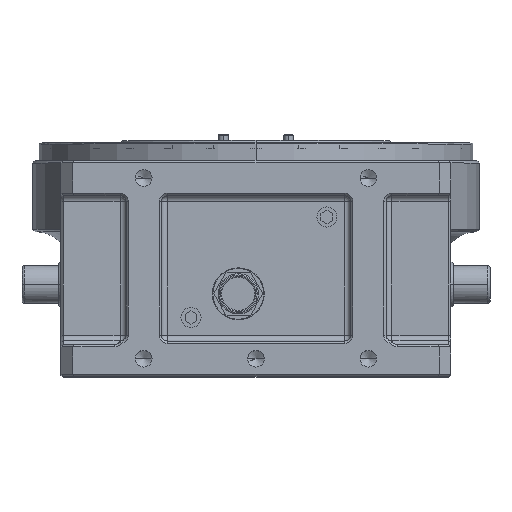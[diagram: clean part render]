
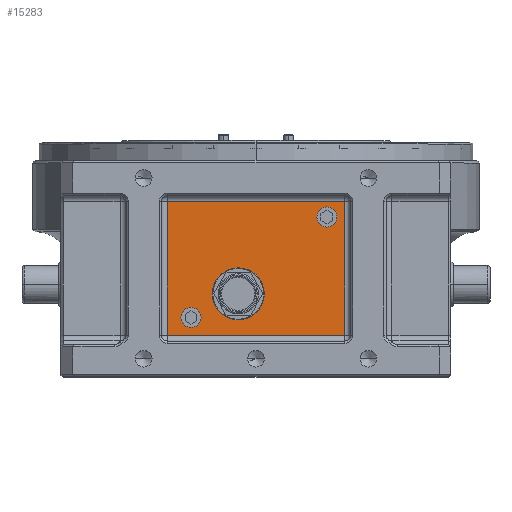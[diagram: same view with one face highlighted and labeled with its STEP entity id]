
A CAD part, top view. The second image highlights one B-rep face of the part: STEP entity #15283.
In plain terms, the highlighted planar face has unit normal (0, 0, 1).
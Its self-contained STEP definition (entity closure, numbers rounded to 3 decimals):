
#206 = VERTEX_POINT ( 'NONE', #15751 ) ;
#426 = DIRECTION ( 'NONE',  ( 1., 0., 0. ) ) ;
#634 = DIRECTION ( 'NONE',  ( 0., 0., 1. ) ) ;
#646 = VERTEX_POINT ( 'NONE', #9867 ) ;
#1145 = EDGE_CURVE ( 'NONE', #13417, #5892, #50668, .T. ) ;
#1789 = DIRECTION ( 'NONE',  ( -1., 0., 0. ) ) ;
#2000 = DIRECTION ( 'NONE',  ( 0., 1., 0. ) ) ;
#2434 = CARTESIAN_POINT ( 'NONE',  ( -75., 0., 235. ) ) ;
#2851 = VERTEX_POINT ( 'NONE', #13381 ) ;
#3389 = CIRCLE ( 'NONE', #39781, 8.5 ) ;
#4314 = CARTESIAN_POINT ( 'NONE',  ( -15., -56.249, 235. ) ) ;
#5449 = VERTEX_POINT ( 'NONE', #32287 ) ;
#5892 = VERTEX_POINT ( 'NONE', #49351 ) ;
#6623 = DIRECTION ( 'NONE',  ( 0., 0., 1. ) ) ;
#7699 = VECTOR ( 'NONE', #47367, 1000. ) ;
#7819 = CARTESIAN_POINT ( 'NONE',  ( 0., 0., 235. ) ) ;
#7930 = EDGE_CURVE ( 'NONE', #49419, #11566, #3389, .T. ) ;
#8838 = VECTOR ( 'NONE', #25857, 1000. ) ;
#9002 = EDGE_LOOP ( 'NONE', ( #51870, #45838 ) ) ;
#9179 = DIRECTION ( 'NONE',  ( 0., 0., 1. ) ) ;
#9295 = ORIENTED_EDGE ( 'NONE', *, *, #29519, .F. ) ;
#9867 = CARTESIAN_POINT ( 'NONE',  ( -37., -56.249, 235. ) ) ;
#11441 = CARTESIAN_POINT ( 'NONE',  ( -46.5, -76.249, 235. ) ) ;
#11566 = VERTEX_POINT ( 'NONE', #11441 ) ;
#11643 = LINE ( 'NONE', #16536, #8838 ) ;
#12039 = EDGE_LOOP ( 'NONE', ( #19669, #55836, #29774, #48102 ) ) ;
#12949 = EDGE_LOOP ( 'NONE', ( #25723, #36909 ) ) ;
#12956 = VERTEX_POINT ( 'NONE', #46511 ) ;
#13381 = CARTESIAN_POINT ( 'NONE',  ( 68.5, 8.751, 235. ) ) ;
#13417 = VERTEX_POINT ( 'NONE', #27778 ) ;
#13893 = CARTESIAN_POINT ( 'NONE',  ( -55., -76.249, 235. ) ) ;
#14047 = LINE ( 'NONE', #45779, #21675 ) ;
#15222 = CARTESIAN_POINT ( 'NONE',  ( 75., 0., 235. ) ) ;
#15283 = ADVANCED_FACE ( 'NONE', ( #16539, #20004, #33243, #29781 ), #38383, .T. ) ;
#15571 = DIRECTION ( 'NONE',  ( 1., 0., 0. ) ) ;
#15751 = CARTESIAN_POINT ( 'NONE',  ( -75., -91.249, 235. ) ) ;
#16203 = DIRECTION ( 'NONE',  ( 0., 0., 1. ) ) ;
#16536 = CARTESIAN_POINT ( 'NONE',  ( 0., -91.249, 235. ) ) ;
#16539 = FACE_BOUND ( 'NONE', #12949, .T. ) ;
#16590 = DIRECTION ( 'NONE',  ( 1., 0., 0. ) ) ;
#16779 = DIRECTION ( 'NONE',  ( 1., 0., 0. ) ) ;
#17142 = VERTEX_POINT ( 'NONE', #50565 ) ;
#18449 = DIRECTION ( 'NONE',  ( 1., 0., 0. ) ) ;
#19669 = ORIENTED_EDGE ( 'NONE', *, *, #1145, .T. ) ;
#19984 = EDGE_CURVE ( 'NONE', #5449, #2851, #29746, .T. ) ;
#20004 = FACE_OUTER_BOUND ( 'NONE', #12039, .T. ) ;
#20872 = AXIS2_PLACEMENT_3D ( 'NONE', #52357, #30198, #16590 ) ;
#21675 = VECTOR ( 'NONE', #1789, 1000. ) ;
#22491 = AXIS2_PLACEMENT_3D ( 'NONE', #4314, #9179, #426 ) ;
#25136 = CIRCLE ( 'NONE', #22491, 22. ) ;
#25723 = ORIENTED_EDGE ( 'NONE', *, *, #27721, .F. ) ;
#25857 = DIRECTION ( 'NONE',  ( 1., 0., 0. ) ) ;
#27595 = DIRECTION ( 'NONE',  ( 0., 0., 1. ) ) ;
#27660 = EDGE_CURVE ( 'NONE', #17142, #206, #48071, .T. ) ;
#27721 = EDGE_CURVE ( 'NONE', #12956, #646, #25136, .T. ) ;
#27778 = CARTESIAN_POINT ( 'NONE',  ( 75., -91.249, 235. ) ) ;
#29519 = EDGE_CURVE ( 'NONE', #11566, #49419, #51363, .T. ) ;
#29552 = EDGE_CURVE ( 'NONE', #646, #12956, #50632, .T. ) ;
#29638 = DIRECTION ( 'NONE',  ( 1., 0., 0. ) ) ;
#29746 = CIRCLE ( 'NONE', #36317, 8.5 ) ;
#29762 = EDGE_CURVE ( 'NONE', #206, #13417, #11643, .T. ) ;
#29774 = ORIENTED_EDGE ( 'NONE', *, *, #27660, .T. ) ;
#29781 = FACE_BOUND ( 'NONE', #9002, .T. ) ;
#30198 = DIRECTION ( 'NONE',  ( 0., 0., 1. ) ) ;
#31748 = DIRECTION ( 'NONE',  ( 1., 0., 0. ) ) ;
#32287 = CARTESIAN_POINT ( 'NONE',  ( 51.5, 8.751, 235. ) ) ;
#33243 = FACE_BOUND ( 'NONE', #56316, .T. ) ;
#34214 = CIRCLE ( 'NONE', #20872, 8.5 ) ;
#36317 = AXIS2_PLACEMENT_3D ( 'NONE', #43067, #16203, #16779 ) ;
#36909 = ORIENTED_EDGE ( 'NONE', *, *, #29552, .F. ) ;
#38383 = PLANE ( 'NONE',  #53239 ) ;
#38847 = VECTOR ( 'NONE', #2000, 1000. ) ;
#39781 = AXIS2_PLACEMENT_3D ( 'NONE', #41411, #27595, #18449 ) ;
#41411 = CARTESIAN_POINT ( 'NONE',  ( -55., -76.249, 235. ) ) ;
#42811 = ORIENTED_EDGE ( 'NONE', *, *, #7930, .F. ) ;
#43067 = CARTESIAN_POINT ( 'NONE',  ( 60., 8.751, 235. ) ) ;
#44526 = EDGE_CURVE ( 'NONE', #5892, #17142, #14047, .T. ) ;
#45779 = CARTESIAN_POINT ( 'NONE',  ( 0., 21.751, 235. ) ) ;
#45838 = ORIENTED_EDGE ( 'NONE', *, *, #19984, .F. ) ;
#46511 = CARTESIAN_POINT ( 'NONE',  ( 7., -56.249, 235. ) ) ;
#47367 = DIRECTION ( 'NONE',  ( 0., -1., 0. ) ) ;
#47519 = DIRECTION ( 'NONE',  ( 0., 0., 1. ) ) ;
#48009 = CARTESIAN_POINT ( 'NONE',  ( -63.5, -76.249, 235. ) ) ;
#48071 = LINE ( 'NONE', #2434, #7699 ) ;
#48102 = ORIENTED_EDGE ( 'NONE', *, *, #29762, .T. ) ;
#49351 = CARTESIAN_POINT ( 'NONE',  ( 75., 21.751, 235. ) ) ;
#49419 = VERTEX_POINT ( 'NONE', #48009 ) ;
#50183 = AXIS2_PLACEMENT_3D ( 'NONE', #55465, #6623, #15571 ) ;
#50565 = CARTESIAN_POINT ( 'NONE',  ( -75., 21.751, 235. ) ) ;
#50632 = CIRCLE ( 'NONE', #50183, 22. ) ;
#50668 = LINE ( 'NONE', #15222, #38847 ) ;
#51363 = CIRCLE ( 'NONE', #55397, 8.5 ) ;
#51870 = ORIENTED_EDGE ( 'NONE', *, *, #52330, .F. ) ;
#52330 = EDGE_CURVE ( 'NONE', #2851, #5449, #34214, .T. ) ;
#52357 = CARTESIAN_POINT ( 'NONE',  ( 60., 8.751, 235. ) ) ;
#53239 = AXIS2_PLACEMENT_3D ( 'NONE', #7819, #47519, #29638 ) ;
#55397 = AXIS2_PLACEMENT_3D ( 'NONE', #13893, #634, #31748 ) ;
#55465 = CARTESIAN_POINT ( 'NONE',  ( -15., -56.249, 235. ) ) ;
#55836 = ORIENTED_EDGE ( 'NONE', *, *, #44526, .T. ) ;
#56316 = EDGE_LOOP ( 'NONE', ( #9295, #42811 ) ) ;
